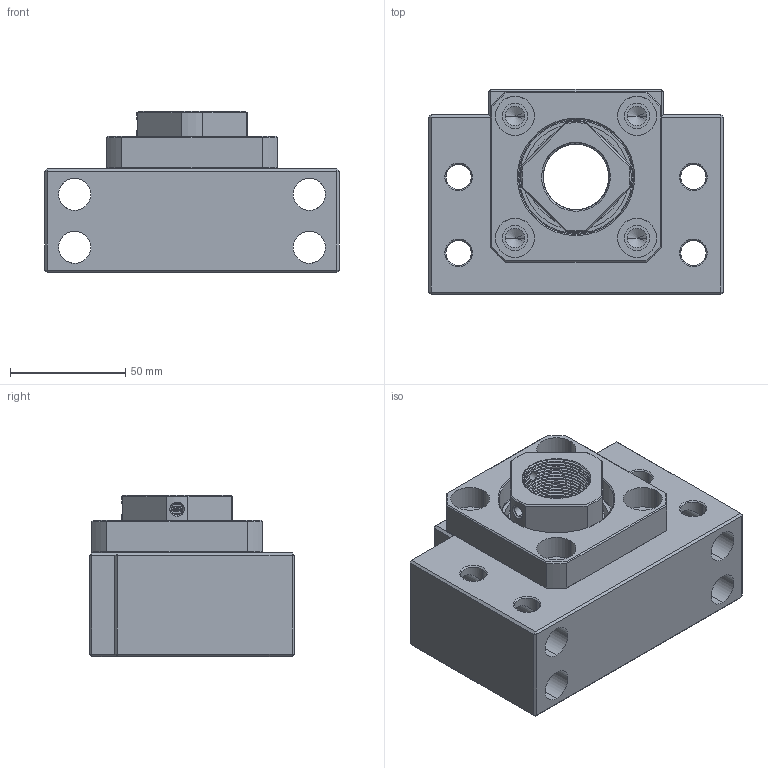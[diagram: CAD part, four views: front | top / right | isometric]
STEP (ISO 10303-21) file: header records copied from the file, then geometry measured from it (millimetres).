
FILE_DESCRIPTION (( 'STEP AP214' ), '1' );
FILE_NAME ('BK30.STEP', '2025-11-07T08:48:56', ( '' ), ( '' ), 'SwSTEP 2.0', 'SolidWorks 2024', '' );
FILE_SCHEMA (( 'AUTOMOTIVE_DESIGN' ));
Length unit declared in the file: millimetre
Products named in the file (1): BK30
Bounding box: 128 x 89 x 70 mm (x, y, z)
Volume: 411400.5 mm3; surface area: 130734 mm2
Topology: 37 solids, 37 shells, 762 faces, 1992 edges, 1211 vertices
Faces by surface type: plane 267, bspline 259, cylinder 161, cone 75
Entity records: 45587 total; most frequent: CARTESIAN_POINT 28644, ORIENTED_EDGE 3760, DIRECTION 2884, EDGE_CURVE 1880, VERTEX_POINT 1211, AXIS2_PLACEMENT_3D 1005, LINE 874, VECTOR 874
